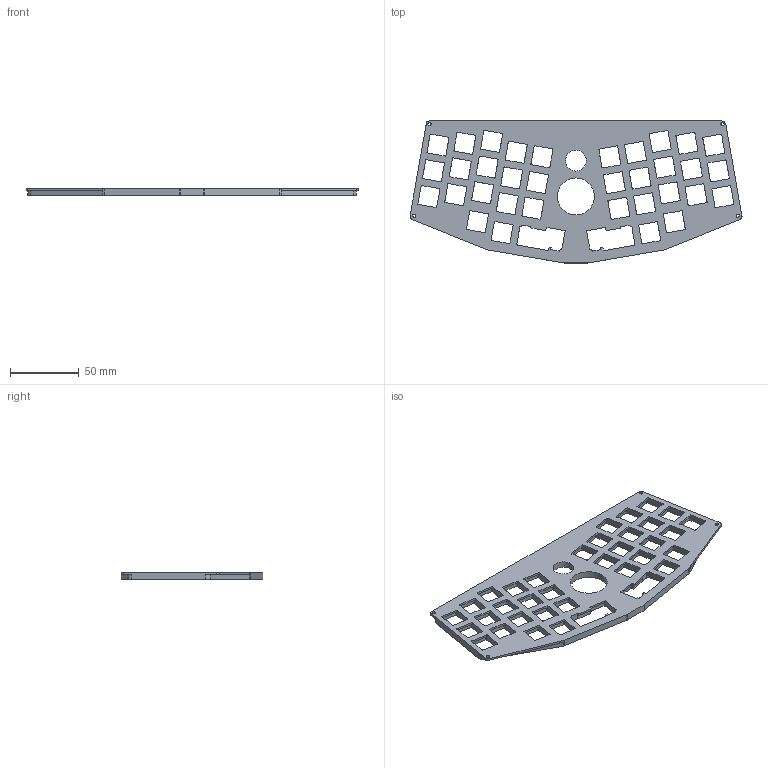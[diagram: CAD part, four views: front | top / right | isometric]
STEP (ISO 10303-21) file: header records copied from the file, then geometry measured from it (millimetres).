
FILE_DESCRIPTION(/* description */ (''),/* implementation_level */ '2;1');
FILE_NAME(/* name */ 'Le Chisoffre case revision v6 dual encoder plate.step',/* time_stamp */ '2025-07-22T08:15:11-04:00',/* author */ (''),/* organization */ (''),/* preprocessor_version */ 'ST-DEVELOPER v20.1',/* originating_system */ 'Autodesk Translation Framework v14.10.0.0',/* authorisation */ '');
FILE_SCHEMA (('AUTOMOTIVE_DESIGN { 1 0 10303 214 3 1 1 }'));
Length unit declared in the file: millimetre
Products named in the file (3): Le Chisoffre case revision; Dual Encoder version; Dual Encoder Plate
Assembly tree (2 placements, depth 3):
  Le Chisoffre case revision
    Dual Encoder version
      Dual Encoder Plate
Bounding box: 242.24 x 103.6 x 5 mm (x, y, z)
Volume: 58670.5 mm3; surface area: 40422.4 mm2
Topology: 1 solids, 1 shells, 670 faces, 2002 edges, 1334 vertices
Faces by surface type: plane 348, cylinder 322
Full cylindrical faces by diameter (mm): 2.4 x4, 15.2 x1, 27 x1
Entity records: 22944 total; most frequent: CARTESIAN_POINT 4011, DIRECTION 4005, ORIENTED_EDGE 4004, EDGE_CURVE 2002, LINE 1349, VECTOR 1349, VERTEX_POINT 1334, AXIS2_PLACEMENT_3D 1328
